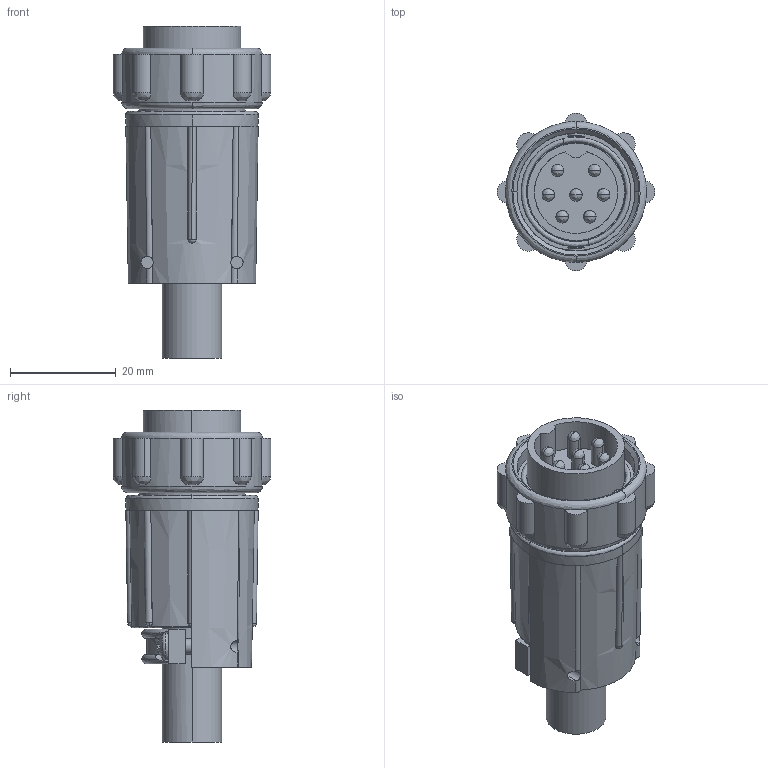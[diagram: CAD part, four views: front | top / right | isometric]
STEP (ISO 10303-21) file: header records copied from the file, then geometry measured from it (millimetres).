
FILE_DESCRIPTION (( 'STEP AP203' ), '1' );
FILE_NAME ('13182-7PG-321.STEP', '2015-11-18T20:38:06', ( '' ), ( '' ), 'SwSTEP 2.0', 'SolidWorks 2014', '' );
FILE_SCHEMA (( 'CONFIG_CONTROL_DESIGN' ));
Length unit declared in the file: inch
Products named in the file (1): 13182-7PG-321
Bounding box: 29.84 x 29.84 x 62.87 mm (x, y, z)
Volume: 21133.4 mm3; surface area: 7725.6 mm2
Topology: 1 solids, 1 shells, 254 faces, 679 edges, 428 vertices
Faces by surface type: plane 107, cylinder 77, bspline 62, cone 8
Entity records: 9965 total; most frequent: CARTESIAN_POINT 4159, ORIENTED_EDGE 1322, DIRECTION 1064, EDGE_CURVE 661, AXIS2_PLACEMENT_3D 429, VERTEX_POINT 428, EDGE_LOOP 277, FACE_OUTER_BOUND 254
